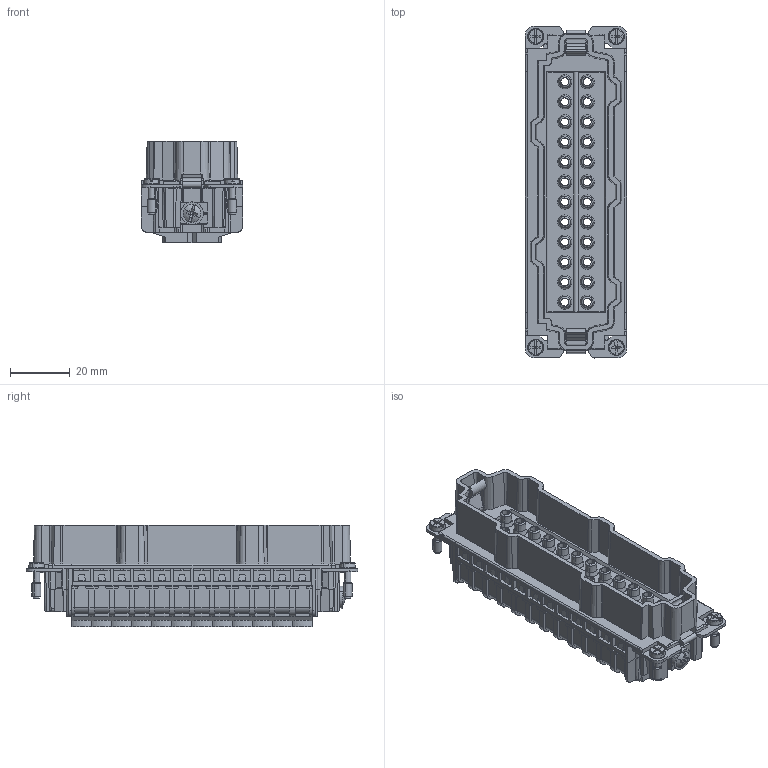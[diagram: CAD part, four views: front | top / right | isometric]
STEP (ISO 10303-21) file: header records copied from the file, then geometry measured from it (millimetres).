
FILE_DESCRIPTION(('CATIA V5 STEP Exchange','CAx-IF Rec.Pracs.--- Model Styling and Organization---1.5--- 2016-08-15','CAx-IF Rec.Pracs.---Supplemental Geometry---1.0---2011-11-01','CAx-IF Rec.Pracs.--- Composite Materials ---1.1---2010-07-15'),'2;1');
FILE_NAME ('13502497_3', '2025-08-22T08:45:19+00:00', ('none'), ('Weidmueller'), 'CATIA Version 5-6 Release 2024 SP4', 'CATIA V5 STEP AP214 v3', 'none');
FILE_SCHEMA(('AUTOMOTIVE_DESIGN { 1 0 10303 214 1 1 1 1 }'));
Products named in the file (1): 1226400000
Bounding box: 34 x 111 x 34 mm (x, y, z)
Volume: 37297.4 mm3; surface area: 57713.6 mm2
Topology: 1 solids, 1 shells, 4098 faces, 12906 edges, 8665 vertices
Faces by surface type: plane 2840, cylinder 759, cone 339, torus 96, sphere 38, bspline 16, extrusion 10
Entity records: 135258 total; most frequent: CARTESIAN_POINT 31483, ORIENTED_EDGE 25718, DIRECTION 15364, EDGE_CURVE 12859, VECTOR 9301, LINE 9291, VERTEX_POINT 8665, EDGE_LOOP 4392
